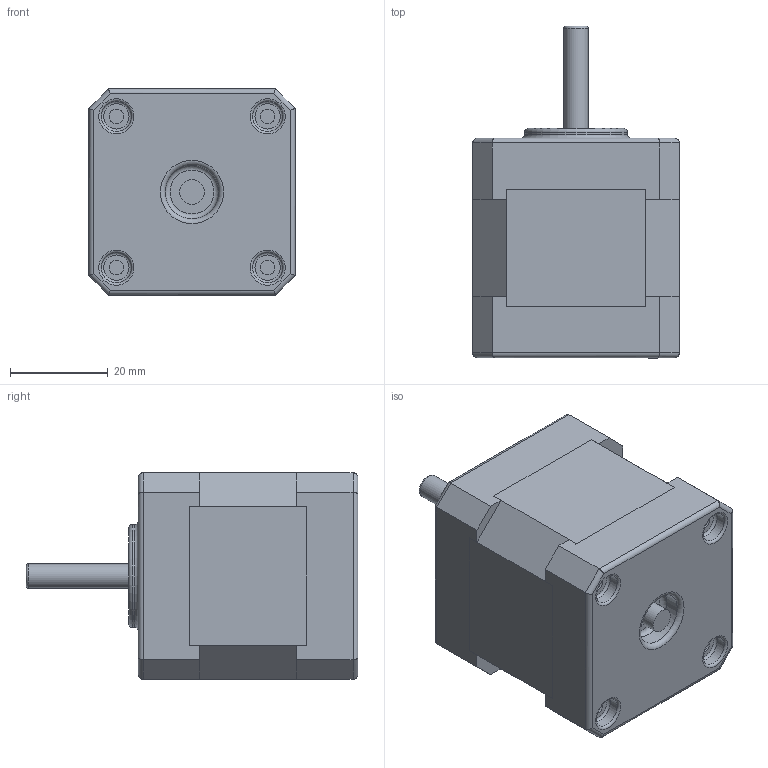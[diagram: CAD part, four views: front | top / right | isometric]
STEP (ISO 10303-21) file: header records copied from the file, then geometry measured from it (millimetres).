
FILE_DESCRIPTION(/* description */ (''),/* implementation_level */ '2;1');
FILE_NAME(/* name */ 'Nema 17.stp',/* time_stamp */ '2015-11-03T17:27:31-07:00',/* author */ ('Dr Kreigar'),/* organization */ (''),/* preprocessor_version */ 'ST-DEVELOPER v15.6',/* originating_system */ 'Autodesk Inventor 2015',/* authorisation */ '');
FILE_SCHEMA (('CONFIG_CONTROL_DESIGN'));
Length unit declared in the file: millimetre
Products named in the file (5): Nema 17 Base; Nema 17 Body; Nema 17 Top; Nema 17 Shaft; Nema 17
Bounding box: 42.3 x 68 x 42.3 mm (x, y, z)
Volume: 77468.2 mm3; surface area: 20130.2 mm2
Topology: 4 solids, 4 shells, 111 faces, 259 edges, 164 vertices
Faces by surface type: plane 56, cylinder 35, torus 20
Full cylindrical faces by diameter (mm): 2 x1, 3 x8, 5 x3, 6.2 x4, 11 x2, 21 x1
Entity records: 3015 total; most frequent: DIRECTION 524, CARTESIAN_POINT 484, ORIENTED_EDGE 420, EDGE_CURVE 210, AXIS2_PLACEMENT_3D 194, EDGE_LOOP 178, VERTEX_POINT 154, LINE 136
